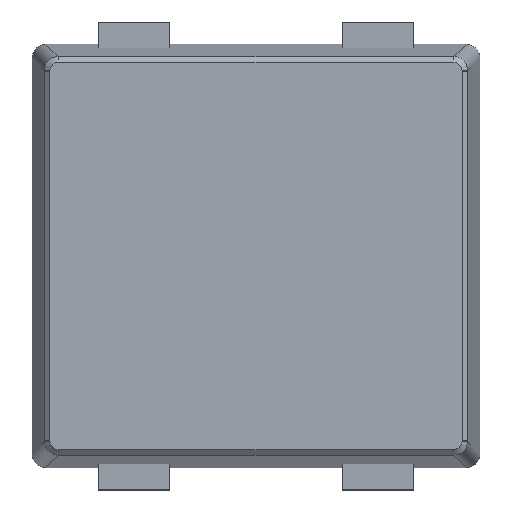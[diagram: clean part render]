
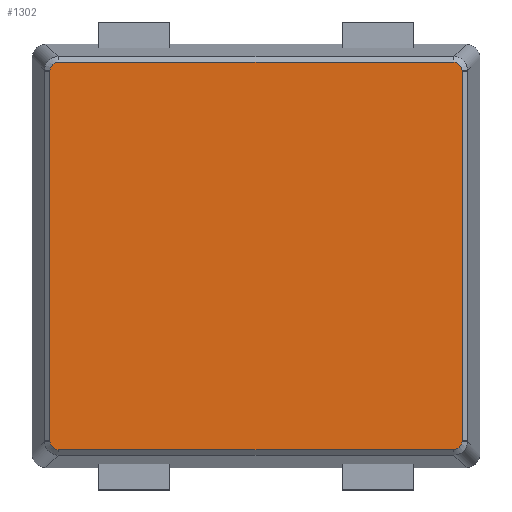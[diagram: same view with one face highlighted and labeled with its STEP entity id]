
A CAD part, top view. The second image highlights one B-rep face of the part: STEP entity #1302.
In plain terms, the highlighted planar face has unit normal (0, 0, 1).
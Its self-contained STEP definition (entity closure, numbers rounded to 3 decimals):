
#94=B_SPLINE_CURVE_WITH_KNOTS('',3,(#2139,#2140,#2141,#2142,#2143),
 .UNSPECIFIED.,.F.,.F.,(4,1,4),(-0.716,0.,
0.716),.UNSPECIFIED.);
#97=B_SPLINE_CURVE_WITH_KNOTS('',3,(#2170,#2171,#2172,#2173),
 .UNSPECIFIED.,.F.,.F.,(4,4),(-0.77,-0.716),
 .UNSPECIFIED.);
#98=B_SPLINE_CURVE_WITH_KNOTS('',3,(#2196,#2197,#2198,#2199),
 .UNSPECIFIED.,.F.,.F.,(4,4),(0.716,0.77),
 .UNSPECIFIED.);
#99=B_SPLINE_CURVE_WITH_KNOTS('',3,(#2223,#2224,#2225,#2226,#2227),
 .UNSPECIFIED.,.F.,.F.,(4,1,4),(-0.716,0.,
0.716),.UNSPECIFIED.);
#101=B_SPLINE_CURVE_WITH_KNOTS('',3,(#2251,#2252,#2253,#2254),
 .UNSPECIFIED.,.F.,.F.,(4,4),(-0.77,-0.716),
 .UNSPECIFIED.);
#103=B_SPLINE_CURVE_WITH_KNOTS('',3,(#2284,#2285,#2286,#2287),
 .UNSPECIFIED.,.F.,.F.,(4,4),(0.716,0.77),
 .UNSPECIFIED.);
#104=B_SPLINE_CURVE_WITH_KNOTS('',3,(#2312,#2313,#2314,#2315,#2316),
 .UNSPECIFIED.,.F.,.F.,(4,1,4),(-0.716,0.,
0.716),.UNSPECIFIED.);
#107=B_SPLINE_CURVE_WITH_KNOTS('',3,(#2343,#2344,#2345,#2346),
 .UNSPECIFIED.,.F.,.F.,(4,4),(-0.77,-0.716),
 .UNSPECIFIED.);
#108=B_SPLINE_CURVE_WITH_KNOTS('',3,(#2369,#2370,#2371,#2372),
 .UNSPECIFIED.,.F.,.F.,(4,4),(0.716,0.77),
 .UNSPECIFIED.);
#109=B_SPLINE_CURVE_WITH_KNOTS('',3,(#2396,#2397,#2398,#2399,#2400),
 .UNSPECIFIED.,.F.,.F.,(4,1,4),(-0.716,0.,
0.716),.UNSPECIFIED.);
#111=B_SPLINE_CURVE_WITH_KNOTS('',3,(#2424,#2425,#2426,#2427),
 .UNSPECIFIED.,.F.,.F.,(4,4),(-0.77,-0.716),
 .UNSPECIFIED.);
#113=B_SPLINE_CURVE_WITH_KNOTS('',3,(#2448,#2449,#2450,#2451),
 .UNSPECIFIED.,.F.,.F.,(4,4),(0.716,0.77),
 .UNSPECIFIED.);
#156=FACE_OUTER_BOUND('',#226,.T.);
#226=EDGE_LOOP('',(#1064,#1065,#1066,#1067,#1068,#1069,#1070,#1071,#1072,
#1073,#1074,#1075,#1076,#1077,#1078,#1079));
#327=LINE('',#2114,#467);
#332=LINE('',#2179,#472);
#338=LINE('',#2263,#478);
#343=LINE('',#2352,#483);
#467=VECTOR('',#1489,10.);
#472=VECTOR('',#1496,10.);
#478=VECTOR('',#1504,10.);
#483=VECTOR('',#1511,10.);
#606=VERTEX_POINT('',#2107);
#609=VERTEX_POINT('',#2112);
#611=VERTEX_POINT('',#2136);
#612=VERTEX_POINT('',#2138);
#613=VERTEX_POINT('',#2175);
#614=VERTEX_POINT('',#2177);
#615=VERTEX_POINT('',#2220);
#616=VERTEX_POINT('',#2222);
#618=VERTEX_POINT('',#2256);
#621=VERTEX_POINT('',#2261);
#623=VERTEX_POINT('',#2309);
#624=VERTEX_POINT('',#2311);
#625=VERTEX_POINT('',#2348);
#626=VERTEX_POINT('',#2350);
#627=VERTEX_POINT('',#2393);
#628=VERTEX_POINT('',#2395);
#755=EDGE_CURVE('',#609,#606,#327,.T.);
#757=EDGE_CURVE('',#611,#612,#94,.T.);
#761=EDGE_CURVE('',#606,#611,#97,.T.);
#764=EDGE_CURVE('',#614,#613,#332,.T.);
#765=EDGE_CURVE('',#612,#614,#98,.T.);
#767=EDGE_CURVE('',#615,#616,#99,.T.);
#770=EDGE_CURVE('',#613,#615,#101,.T.);
#774=EDGE_CURVE('',#621,#618,#338,.T.);
#776=EDGE_CURVE('',#616,#621,#103,.T.);
#778=EDGE_CURVE('',#623,#624,#104,.T.);
#782=EDGE_CURVE('',#618,#623,#107,.T.);
#785=EDGE_CURVE('',#626,#625,#343,.T.);
#786=EDGE_CURVE('',#624,#626,#108,.T.);
#788=EDGE_CURVE('',#627,#628,#109,.T.);
#791=EDGE_CURVE('',#625,#627,#111,.T.);
#793=EDGE_CURVE('',#628,#609,#113,.T.);
#1064=ORIENTED_EDGE('',*,*,#788,.F.);
#1065=ORIENTED_EDGE('',*,*,#791,.F.);
#1066=ORIENTED_EDGE('',*,*,#785,.F.);
#1067=ORIENTED_EDGE('',*,*,#786,.F.);
#1068=ORIENTED_EDGE('',*,*,#778,.F.);
#1069=ORIENTED_EDGE('',*,*,#782,.F.);
#1070=ORIENTED_EDGE('',*,*,#774,.F.);
#1071=ORIENTED_EDGE('',*,*,#776,.F.);
#1072=ORIENTED_EDGE('',*,*,#767,.F.);
#1073=ORIENTED_EDGE('',*,*,#770,.F.);
#1074=ORIENTED_EDGE('',*,*,#764,.F.);
#1075=ORIENTED_EDGE('',*,*,#765,.F.);
#1076=ORIENTED_EDGE('',*,*,#757,.F.);
#1077=ORIENTED_EDGE('',*,*,#761,.F.);
#1078=ORIENTED_EDGE('',*,*,#755,.F.);
#1079=ORIENTED_EDGE('',*,*,#793,.F.);
#1234=PLANE('',#1362);
#1302=ADVANCED_FACE('',(#156),#1234,.T.);
#1362=AXIS2_PLACEMENT_3D('',#2458,#1523,#1524);
#1489=DIRECTION('',(0.,-1.,0.));
#1496=DIRECTION('',(-1.,0.,0.));
#1504=DIRECTION('',(0.,1.,0.));
#1511=DIRECTION('',(1.,0.,0.));
#1523=DIRECTION('center_axis',(0.,0.,1.));
#1524=DIRECTION('ref_axis',(1.,0.,0.));
#2107=CARTESIAN_POINT('',(9.374,0.6,1.727));
#2112=CARTESIAN_POINT('',(9.374,8.646,1.727));
#2114=CARTESIAN_POINT('',(9.374,6.934,1.727));
#2136=CARTESIAN_POINT('',(9.374,0.589,1.727));
#2138=CARTESIAN_POINT('',(9.19,0.405,1.727));
#2139=CARTESIAN_POINT('Ctrl Pts',(9.374,0.589,1.727));
#2140=CARTESIAN_POINT('Ctrl Pts',(9.372,0.54,1.727));
#2141=CARTESIAN_POINT('Ctrl Pts',(9.33,0.449,1.727));
#2142=CARTESIAN_POINT('Ctrl Pts',(9.239,0.407,1.727));
#2143=CARTESIAN_POINT('Ctrl Pts',(9.19,0.405,1.727));
#2170=CARTESIAN_POINT('Ctrl Pts',(9.374,0.6,1.727));
#2171=CARTESIAN_POINT('Ctrl Pts',(9.374,0.596,1.727));
#2172=CARTESIAN_POINT('Ctrl Pts',(9.374,0.593,1.727));
#2173=CARTESIAN_POINT('Ctrl Pts',(9.374,0.589,1.727));
#2175=CARTESIAN_POINT('',(0.6,0.405,1.727));
#2177=CARTESIAN_POINT('',(9.179,0.405,1.727));
#2179=CARTESIAN_POINT('',(7.334,0.405,1.727));
#2196=CARTESIAN_POINT('Ctrl Pts',(9.19,0.405,1.727));
#2197=CARTESIAN_POINT('Ctrl Pts',(9.186,0.405,1.727));
#2198=CARTESIAN_POINT('Ctrl Pts',(9.183,0.405,1.727));
#2199=CARTESIAN_POINT('Ctrl Pts',(9.179,0.405,1.727));
#2220=CARTESIAN_POINT('',(0.589,0.405,1.727));
#2222=CARTESIAN_POINT('',(0.405,0.589,1.727));
#2223=CARTESIAN_POINT('Ctrl Pts',(0.589,0.405,1.727));
#2224=CARTESIAN_POINT('Ctrl Pts',(0.54,0.407,1.727));
#2225=CARTESIAN_POINT('Ctrl Pts',(0.448,0.448,1.727));
#2226=CARTESIAN_POINT('Ctrl Pts',(0.407,0.54,1.727));
#2227=CARTESIAN_POINT('Ctrl Pts',(0.405,0.589,1.727));
#2251=CARTESIAN_POINT('Ctrl Pts',(0.6,0.405,1.727));
#2252=CARTESIAN_POINT('Ctrl Pts',(0.596,0.405,1.727));
#2253=CARTESIAN_POINT('Ctrl Pts',(0.593,0.405,1.727));
#2254=CARTESIAN_POINT('Ctrl Pts',(0.589,0.405,1.727));
#2256=CARTESIAN_POINT('',(0.405,8.646,1.727));
#2261=CARTESIAN_POINT('',(0.405,0.6,1.727));
#2263=CARTESIAN_POINT('',(0.405,2.311,1.727));
#2284=CARTESIAN_POINT('Ctrl Pts',(0.405,0.589,1.727));
#2285=CARTESIAN_POINT('Ctrl Pts',(0.405,0.593,1.727));
#2286=CARTESIAN_POINT('Ctrl Pts',(0.405,0.596,1.727));
#2287=CARTESIAN_POINT('Ctrl Pts',(0.405,0.6,1.727));
#2309=CARTESIAN_POINT('',(0.405,8.657,1.727));
#2311=CARTESIAN_POINT('',(0.589,8.841,1.727));
#2312=CARTESIAN_POINT('Ctrl Pts',(0.405,8.657,1.727));
#2313=CARTESIAN_POINT('Ctrl Pts',(0.407,8.705,1.727));
#2314=CARTESIAN_POINT('Ctrl Pts',(0.449,8.797,1.727));
#2315=CARTESIAN_POINT('Ctrl Pts',(0.54,8.838,1.727));
#2316=CARTESIAN_POINT('Ctrl Pts',(0.589,8.841,1.727));
#2343=CARTESIAN_POINT('Ctrl Pts',(0.405,8.646,1.727));
#2344=CARTESIAN_POINT('Ctrl Pts',(0.405,8.649,1.727));
#2345=CARTESIAN_POINT('Ctrl Pts',(0.405,8.653,1.727));
#2346=CARTESIAN_POINT('Ctrl Pts',(0.405,8.657,1.727));
#2348=CARTESIAN_POINT('',(9.179,8.841,1.727));
#2350=CARTESIAN_POINT('',(0.6,8.841,1.727));
#2352=CARTESIAN_POINT('',(2.445,8.841,1.727));
#2369=CARTESIAN_POINT('Ctrl Pts',(0.589,8.841,1.727));
#2370=CARTESIAN_POINT('Ctrl Pts',(0.593,8.841,1.727));
#2371=CARTESIAN_POINT('Ctrl Pts',(0.596,8.841,1.727));
#2372=CARTESIAN_POINT('Ctrl Pts',(0.6,8.841,1.727));
#2393=CARTESIAN_POINT('',(9.19,8.841,1.727));
#2395=CARTESIAN_POINT('',(9.374,8.657,1.727));
#2396=CARTESIAN_POINT('Ctrl Pts',(9.19,8.841,1.727));
#2397=CARTESIAN_POINT('Ctrl Pts',(9.239,8.838,1.727));
#2398=CARTESIAN_POINT('Ctrl Pts',(9.33,8.797,1.727));
#2399=CARTESIAN_POINT('Ctrl Pts',(9.372,8.705,1.727));
#2400=CARTESIAN_POINT('Ctrl Pts',(9.374,8.657,1.727));
#2424=CARTESIAN_POINT('Ctrl Pts',(9.179,8.841,1.727));
#2425=CARTESIAN_POINT('Ctrl Pts',(9.183,8.841,1.727));
#2426=CARTESIAN_POINT('Ctrl Pts',(9.186,8.841,1.727));
#2427=CARTESIAN_POINT('Ctrl Pts',(9.19,8.841,1.727));
#2448=CARTESIAN_POINT('Ctrl Pts',(9.374,8.657,1.727));
#2449=CARTESIAN_POINT('Ctrl Pts',(9.374,8.653,1.727));
#2450=CARTESIAN_POINT('Ctrl Pts',(9.374,8.649,1.727));
#2451=CARTESIAN_POINT('Ctrl Pts',(9.374,8.646,1.727));
#2458=CARTESIAN_POINT('Origin',(4.89,4.623,1.727));
